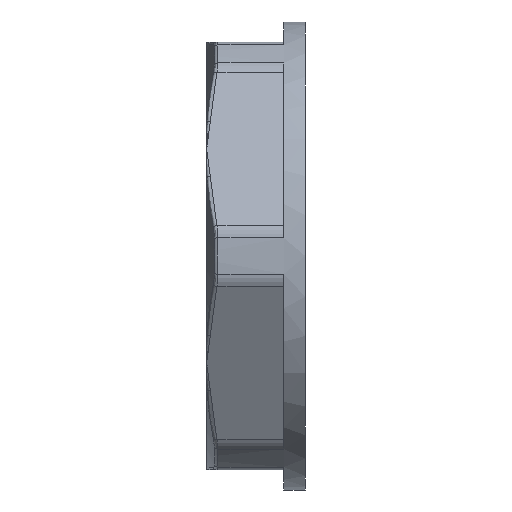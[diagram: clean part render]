
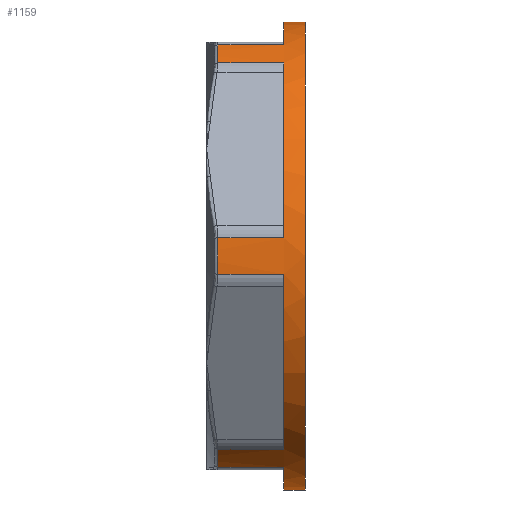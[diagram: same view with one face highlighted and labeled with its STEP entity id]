
A CAD part, front view. The second image highlights one B-rep face of the part: STEP entity #1159.
In plain terms, the highlighted cylindrical face has radius 12.06 mm (diameter 24.12 mm), a full revolution.
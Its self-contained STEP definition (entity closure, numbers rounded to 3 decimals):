
#29=FACE_BOUND('',#208,.T.);
#46=LINE('',#1713,#78);
#48=LINE('',#1747,#80);
#49=LINE('',#1751,#81);
#50=LINE('',#1755,#82);
#51=LINE('',#1759,#83);
#52=LINE('',#1763,#84);
#53=LINE('',#1767,#85);
#54=LINE('',#1771,#86);
#55=LINE('',#1775,#87);
#56=LINE('',#1779,#88);
#57=LINE('',#1783,#89);
#58=LINE('',#1786,#90);
#78=VECTOR('',#1378,3.398);
#80=VECTOR('',#1398,3.398);
#81=VECTOR('',#1401,3.398);
#82=VECTOR('',#1404,3.398);
#83=VECTOR('',#1407,3.398);
#84=VECTOR('',#1410,3.398);
#85=VECTOR('',#1413,3.398);
#86=VECTOR('',#1416,3.398);
#87=VECTOR('',#1419,3.398);
#88=VECTOR('',#1422,3.398);
#89=VECTOR('',#1425,3.398);
#90=VECTOR('',#1428,3.398);
#111=CYLINDRICAL_SURFACE('',#1248,12.06);
#129=FACE_OUTER_BOUND('',#207,.T.);
#207=EDGE_LOOP('',(#759));
#208=EDGE_LOOP('',(#760,#761,#762,#763,#764,#765,#766,#767,#768,#769,#770,
#771,#772,#773,#774,#775,#776,#777,#778,#779,#780,#781,#782,#783));
#359=CIRCLE('',#1246,12.06);
#361=CIRCLE('',#1249,12.06);
#362=CIRCLE('',#1250,12.06);
#363=CIRCLE('',#1251,12.06);
#364=CIRCLE('',#1252,12.06);
#365=CIRCLE('',#1253,12.06);
#366=CIRCLE('',#1254,12.06);
#367=CIRCLE('',#1255,12.06);
#368=CIRCLE('',#1256,12.06);
#369=CIRCLE('',#1257,12.06);
#370=CIRCLE('',#1258,12.06);
#371=CIRCLE('',#1259,12.06);
#372=CIRCLE('',#1260,12.06);
#444=VERTEX_POINT('',#1696);
#447=VERTEX_POINT('',#1711);
#452=VERTEX_POINT('',#1738);
#453=VERTEX_POINT('',#1742);
#454=VERTEX_POINT('',#1744);
#455=VERTEX_POINT('',#1746);
#456=VERTEX_POINT('',#1748);
#457=VERTEX_POINT('',#1750);
#458=VERTEX_POINT('',#1752);
#459=VERTEX_POINT('',#1754);
#460=VERTEX_POINT('',#1756);
#461=VERTEX_POINT('',#1758);
#462=VERTEX_POINT('',#1760);
#463=VERTEX_POINT('',#1762);
#464=VERTEX_POINT('',#1764);
#465=VERTEX_POINT('',#1766);
#466=VERTEX_POINT('',#1768);
#467=VERTEX_POINT('',#1770);
#468=VERTEX_POINT('',#1772);
#469=VERTEX_POINT('',#1774);
#470=VERTEX_POINT('',#1776);
#471=VERTEX_POINT('',#1778);
#472=VERTEX_POINT('',#1780);
#473=VERTEX_POINT('',#1782);
#474=VERTEX_POINT('',#1784);
#558=EDGE_CURVE('',#447,#444,#46,.T.);
#565=EDGE_CURVE('',#444,#452,#359,.T.);
#567=EDGE_CURVE('',#453,#453,#361,.T.);
#568=EDGE_CURVE('',#454,#447,#362,.T.);
#569=EDGE_CURVE('',#455,#454,#48,.T.);
#570=EDGE_CURVE('',#456,#455,#363,.T.);
#571=EDGE_CURVE('',#457,#456,#49,.T.);
#572=EDGE_CURVE('',#458,#457,#364,.T.);
#573=EDGE_CURVE('',#459,#458,#50,.T.);
#574=EDGE_CURVE('',#460,#459,#365,.T.);
#575=EDGE_CURVE('',#461,#460,#51,.T.);
#576=EDGE_CURVE('',#462,#461,#366,.T.);
#577=EDGE_CURVE('',#463,#462,#52,.T.);
#578=EDGE_CURVE('',#464,#463,#367,.T.);
#579=EDGE_CURVE('',#465,#464,#53,.T.);
#580=EDGE_CURVE('',#466,#465,#368,.T.);
#581=EDGE_CURVE('',#467,#466,#54,.T.);
#582=EDGE_CURVE('',#468,#467,#369,.T.);
#583=EDGE_CURVE('',#469,#468,#55,.T.);
#584=EDGE_CURVE('',#470,#469,#370,.T.);
#585=EDGE_CURVE('',#471,#470,#56,.T.);
#586=EDGE_CURVE('',#472,#471,#371,.T.);
#587=EDGE_CURVE('',#473,#472,#57,.T.);
#588=EDGE_CURVE('',#474,#473,#372,.T.);
#589=EDGE_CURVE('',#452,#474,#58,.T.);
#759=ORIENTED_EDGE('',*,*,#567,.F.);
#760=ORIENTED_EDGE('',*,*,#558,.F.);
#761=ORIENTED_EDGE('',*,*,#568,.F.);
#762=ORIENTED_EDGE('',*,*,#569,.F.);
#763=ORIENTED_EDGE('',*,*,#570,.F.);
#764=ORIENTED_EDGE('',*,*,#571,.F.);
#765=ORIENTED_EDGE('',*,*,#572,.F.);
#766=ORIENTED_EDGE('',*,*,#573,.F.);
#767=ORIENTED_EDGE('',*,*,#574,.F.);
#768=ORIENTED_EDGE('',*,*,#575,.F.);
#769=ORIENTED_EDGE('',*,*,#576,.F.);
#770=ORIENTED_EDGE('',*,*,#577,.F.);
#771=ORIENTED_EDGE('',*,*,#578,.F.);
#772=ORIENTED_EDGE('',*,*,#579,.F.);
#773=ORIENTED_EDGE('',*,*,#580,.F.);
#774=ORIENTED_EDGE('',*,*,#581,.F.);
#775=ORIENTED_EDGE('',*,*,#582,.F.);
#776=ORIENTED_EDGE('',*,*,#583,.F.);
#777=ORIENTED_EDGE('',*,*,#584,.F.);
#778=ORIENTED_EDGE('',*,*,#585,.F.);
#779=ORIENTED_EDGE('',*,*,#586,.F.);
#780=ORIENTED_EDGE('',*,*,#587,.F.);
#781=ORIENTED_EDGE('',*,*,#588,.F.);
#782=ORIENTED_EDGE('',*,*,#589,.F.);
#783=ORIENTED_EDGE('',*,*,#565,.F.);
#1159=ADVANCED_FACE('',(#129,#29),#111,.T.);
#1246=AXIS2_PLACEMENT_3D('',#1739,#1388,#1389);
#1248=AXIS2_PLACEMENT_3D('',#1741,#1392,#1393);
#1249=AXIS2_PLACEMENT_3D('',#1743,#1394,#1395);
#1250=AXIS2_PLACEMENT_3D('',#1745,#1396,#1397);
#1251=AXIS2_PLACEMENT_3D('',#1749,#1399,#1400);
#1252=AXIS2_PLACEMENT_3D('',#1753,#1402,#1403);
#1253=AXIS2_PLACEMENT_3D('',#1757,#1405,#1406);
#1254=AXIS2_PLACEMENT_3D('',#1761,#1408,#1409);
#1255=AXIS2_PLACEMENT_3D('',#1765,#1411,#1412);
#1256=AXIS2_PLACEMENT_3D('',#1769,#1414,#1415);
#1257=AXIS2_PLACEMENT_3D('',#1773,#1417,#1418);
#1258=AXIS2_PLACEMENT_3D('',#1777,#1420,#1421);
#1259=AXIS2_PLACEMENT_3D('',#1781,#1423,#1424);
#1260=AXIS2_PLACEMENT_3D('',#1785,#1426,#1427);
#1378=DIRECTION('',(-1.,0.,0.));
#1388=DIRECTION('center_axis',(-1.,0.,0.));
#1389=DIRECTION('ref_axis',(0.,-1.,0.));
#1392=DIRECTION('center_axis',(1.,0.,0.));
#1393=DIRECTION('ref_axis',(0.,1.,0.));
#1394=DIRECTION('center_axis',(1.,0.,0.));
#1395=DIRECTION('ref_axis',(0.,0.,-1.));
#1396=DIRECTION('center_axis',(-1.,0.,0.));
#1397=DIRECTION('ref_axis',(0.,1.,0.));
#1398=DIRECTION('',(1.,0.,0.));
#1399=DIRECTION('center_axis',(-1.,0.,0.));
#1400=DIRECTION('ref_axis',(0.,-0.5,-0.866));
#1401=DIRECTION('',(-1.,0.,0.));
#1402=DIRECTION('center_axis',(-1.,0.,0.));
#1403=DIRECTION('ref_axis',(0.,1.,0.));
#1404=DIRECTION('',(1.,0.,0.));
#1405=DIRECTION('center_axis',(-1.,0.,0.));
#1406=DIRECTION('ref_axis',(0.,0.5,-0.866));
#1407=DIRECTION('',(-1.,0.,0.));
#1408=DIRECTION('center_axis',(-1.,0.,0.));
#1409=DIRECTION('ref_axis',(0.,1.,0.));
#1410=DIRECTION('',(1.,0.,0.));
#1411=DIRECTION('center_axis',(-1.,0.,0.));
#1412=DIRECTION('ref_axis',(0.,1.,0.));
#1413=DIRECTION('',(-1.,0.,0.));
#1414=DIRECTION('center_axis',(-1.,0.,0.));
#1415=DIRECTION('ref_axis',(0.,1.,0.));
#1416=DIRECTION('',(1.,0.,0.));
#1417=DIRECTION('center_axis',(-1.,0.,0.));
#1418=DIRECTION('ref_axis',(0.,0.5,0.866));
#1419=DIRECTION('',(-1.,0.,0.));
#1420=DIRECTION('center_axis',(-1.,0.,0.));
#1421=DIRECTION('ref_axis',(0.,1.,0.));
#1422=DIRECTION('',(1.,0.,0.));
#1423=DIRECTION('center_axis',(-1.,0.,0.));
#1424=DIRECTION('ref_axis',(0.,-0.5,0.866));
#1425=DIRECTION('',(-1.,0.,0.));
#1426=DIRECTION('center_axis',(-1.,0.,0.));
#1427=DIRECTION('ref_axis',(0.,1.,0.));
#1428=DIRECTION('',(1.,0.,0.));
#1696=CARTESIAN_POINT('',(-4.508,-12.024,-0.93));
#1711=CARTESIAN_POINT('',(-1.11,-12.024,-0.93));
#1713=CARTESIAN_POINT('',(-0.555,-12.024,-0.93));
#1738=CARTESIAN_POINT('',(-4.508,-12.024,0.93));
#1739=CARTESIAN_POINT('Origin',(-4.508,0.,0.));
#1741=CARTESIAN_POINT('Origin',(-0.555,0.,0.));
#1742=CARTESIAN_POINT('',(0.,12.06,0.));
#1743=CARTESIAN_POINT('Origin',(0.,0.,0.));
#1744=CARTESIAN_POINT('',(-1.11,-6.817,-9.948));
#1745=CARTESIAN_POINT('Origin',(-1.11,0.,0.));
#1746=CARTESIAN_POINT('',(-4.508,-6.817,-9.948));
#1747=CARTESIAN_POINT('',(-0.555,-6.817,-9.948));
#1748=CARTESIAN_POINT('',(-4.508,-5.207,-10.878));
#1749=CARTESIAN_POINT('Origin',(-4.508,0.,0.));
#1750=CARTESIAN_POINT('',(-1.11,-5.207,-10.878));
#1751=CARTESIAN_POINT('',(-0.555,-5.207,-10.878));
#1752=CARTESIAN_POINT('',(-1.11,5.207,-10.878));
#1753=CARTESIAN_POINT('Origin',(-1.11,0.,0.));
#1754=CARTESIAN_POINT('',(-4.508,5.207,-10.878));
#1755=CARTESIAN_POINT('',(-0.555,5.207,-10.878));
#1756=CARTESIAN_POINT('',(-4.508,6.817,-9.948));
#1757=CARTESIAN_POINT('Origin',(-4.508,0.,0.));
#1758=CARTESIAN_POINT('',(-1.11,6.817,-9.948));
#1759=CARTESIAN_POINT('',(-0.555,6.817,-9.948));
#1760=CARTESIAN_POINT('',(-1.11,12.024,-0.93));
#1761=CARTESIAN_POINT('Origin',(-1.11,0.,0.));
#1762=CARTESIAN_POINT('',(-4.508,12.024,-0.93));
#1763=CARTESIAN_POINT('',(-0.555,12.024,-0.93));
#1764=CARTESIAN_POINT('',(-4.508,12.024,0.93));
#1765=CARTESIAN_POINT('Origin',(-4.508,0.,0.));
#1766=CARTESIAN_POINT('',(-1.11,12.024,0.93));
#1767=CARTESIAN_POINT('',(-0.555,12.024,0.93));
#1768=CARTESIAN_POINT('',(-1.11,6.817,9.948));
#1769=CARTESIAN_POINT('Origin',(-1.11,0.,0.));
#1770=CARTESIAN_POINT('',(-4.508,6.817,9.948));
#1771=CARTESIAN_POINT('',(-0.555,6.817,9.948));
#1772=CARTESIAN_POINT('',(-4.508,5.207,10.878));
#1773=CARTESIAN_POINT('Origin',(-4.508,0.,0.));
#1774=CARTESIAN_POINT('',(-1.11,5.207,10.878));
#1775=CARTESIAN_POINT('',(-0.555,5.207,10.878));
#1776=CARTESIAN_POINT('',(-1.11,-5.207,10.878));
#1777=CARTESIAN_POINT('Origin',(-1.11,0.,0.));
#1778=CARTESIAN_POINT('',(-4.508,-5.207,10.878));
#1779=CARTESIAN_POINT('',(-0.555,-5.207,10.878));
#1780=CARTESIAN_POINT('',(-4.508,-6.817,9.948));
#1781=CARTESIAN_POINT('Origin',(-4.508,0.,0.));
#1782=CARTESIAN_POINT('',(-1.11,-6.817,9.948));
#1783=CARTESIAN_POINT('',(-0.555,-6.817,9.948));
#1784=CARTESIAN_POINT('',(-1.11,-12.024,0.93));
#1785=CARTESIAN_POINT('Origin',(-1.11,0.,0.));
#1786=CARTESIAN_POINT('',(-0.555,-12.024,0.93));
